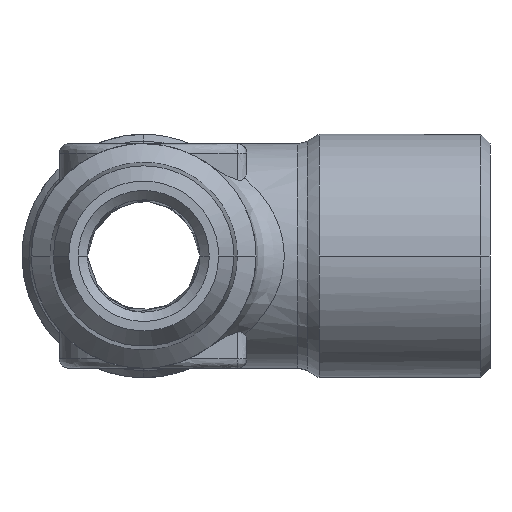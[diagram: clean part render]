
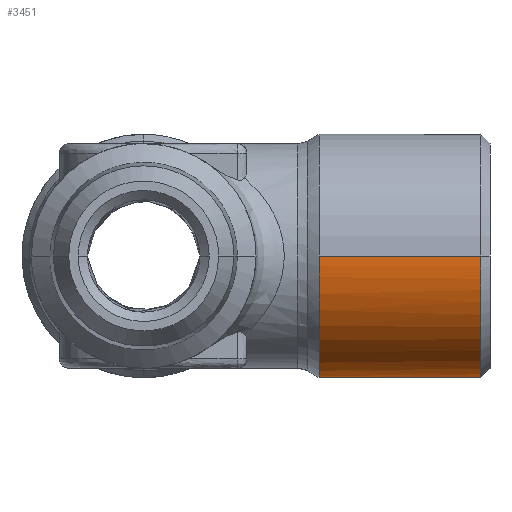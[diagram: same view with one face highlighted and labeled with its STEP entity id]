
A CAD part, left-side view. The second image highlights one B-rep face of the part: STEP entity #3451.
In plain terms, the highlighted free-form (B-spline) face has degree [1, 3] with [2, 4] control points.
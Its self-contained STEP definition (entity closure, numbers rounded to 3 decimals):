
#5 = B_SPLINE_CURVE_WITH_KNOTS ( 'NONE', 1,
 ( #1653, #1079 ),
 .UNSPECIFIED., .F., .F.,
 ( 2, 2 ),
 ( -1., 0. ),
 .UNSPECIFIED. ) ;
#31 = CARTESIAN_POINT ( 'NONE',  ( -6.5, 10.134, -13. ) ) ;
#39 = CARTESIAN_POINT ( 'NONE',  ( -3.808, 10.134, -6.5 ) ) ;
#136 =( BOUNDED_CURVE ( )  B_SPLINE_CURVE ( 3, ( #1378, #2702, #1805, #3335 ),
 .UNSPECIFIED., .F., .F. ) 
 B_SPLINE_CURVE_WITH_KNOTS ( ( 4, 4 ),
 ( -3.142, 0. ),
 .UNSPECIFIED. ) 
 CURVE ( )  GEOMETRIC_REPRESENTATION_ITEM ( )  RATIONAL_B_SPLINE_CURVE ( ( 1., 0.333, 0.333, 1. ) ) 
 REPRESENTATION_ITEM ( '' )  );
#155 = VERTEX_POINT ( 'NONE', #3909 ) ;
#462 = CARTESIAN_POINT ( 'NONE',  ( -6.5, 1.5, 0. ) ) ;
#477 = ORIENTED_EDGE ( 'NONE', *, *, #1670, .F. ) ;
#544 = EDGE_CURVE ( 'NONE', #1730, #1882, #1312, .T. ) ;
#574 = ORIENTED_EDGE ( 'NONE', *, *, #544, .F. ) ;
#846 = CARTESIAN_POINT ( 'NONE',  ( 6.5, 10.134, -3.808 ) ) ;
#1030 = CARTESIAN_POINT ( 'NONE',  ( 0., 10.134, -6.5 ) ) ;
#1079 = CARTESIAN_POINT ( 'NONE',  ( 6.5, 10.134, 0. ) ) ;
#1188 = CARTESIAN_POINT ( 'NONE',  ( 0., 10.134, -6.5 ) ) ;
#1191 = CARTESIAN_POINT ( 'NONE',  ( -6.5, 1.5, 0. ) ) ;
#1275 = CARTESIAN_POINT ( 'NONE',  ( -6.5, 1.5, 0. ) ) ;
#1312 =( BOUNDED_CURVE ( )  B_SPLINE_CURVE ( 3, ( #2546, #39, #3504, #3180 ),
 .UNSPECIFIED., .F., .F. ) 
 B_SPLINE_CURVE_WITH_KNOTS ( ( 4, 4 ),
 ( -1.571, 0. ),
 .UNSPECIFIED. ) 
 CURVE ( )  GEOMETRIC_REPRESENTATION_ITEM ( )  RATIONAL_B_SPLINE_CURVE ( ( 1., 0.805, 0.805, 1. ) ) 
 REPRESENTATION_ITEM ( '' )  );
#1378 = CARTESIAN_POINT ( 'NONE',  ( 6.5, 1.5, 0. ) ) ;
#1414 = B_SPLINE_CURVE_WITH_KNOTS ( 'NONE', 1,
 ( #2126, #1191 ),
 .UNSPECIFIED., .F., .F.,
 ( 2, 2 ),
 ( -1., 0. ),
 .UNSPECIFIED. ) ;
#1583 = ORIENTED_EDGE ( 'NONE', *, *, #2620, .F. ) ;
#1589 = CARTESIAN_POINT ( 'NONE',  ( 6.5, 1.5, 0. ) ) ;
#1603 = CARTESIAN_POINT ( 'NONE',  ( 6.5, 10.134, -13. ) ) ;
#1613 = CARTESIAN_POINT ( 'NONE',  ( -6.5, 10.134, 0. ) ) ;
#1653 = CARTESIAN_POINT ( 'NONE',  ( 6.5, 1.5, 0. ) ) ;
#1670 = EDGE_CURVE ( 'NONE', #1882, #2194, #1414, .T. ) ;
#1730 = VERTEX_POINT ( 'NONE', #1030 ) ;
#1731 =( BOUNDED_SURFACE ( )  B_SPLINE_SURFACE ( 1, 3, ( 
 ( #1613, #31, #1603, #2854 ),
 ( #1275, #3139, #1883, #1589 ) ),
 .UNSPECIFIED., .F., .F., .F. ) 
 B_SPLINE_SURFACE_WITH_KNOTS ( ( 2, 2 ),
 ( 4, 4 ),
 ( 0., 1. ),
 ( 0., 1. ),
 .UNSPECIFIED. ) 
 GEOMETRIC_REPRESENTATION_ITEM ( )  RATIONAL_B_SPLINE_SURFACE ( (
 ( 1., 0.333, 0.333, 1.),
 ( 1., 0.333, 0.333, 1.) ) ) 
 REPRESENTATION_ITEM ( '' )  SURFACE ( )  );
#1805 = CARTESIAN_POINT ( 'NONE',  ( -6.5, 1.5, -13. ) ) ;
#1882 = VERTEX_POINT ( 'NONE', #2336 ) ;
#1883 = CARTESIAN_POINT ( 'NONE',  ( 6.5, 1.5, -13. ) ) ;
#2069 = CARTESIAN_POINT ( 'NONE',  ( 6.5, 10.134, 0. ) ) ;
#2126 = CARTESIAN_POINT ( 'NONE',  ( -6.5, 10.134, 0. ) ) ;
#2166 = ORIENTED_EDGE ( 'NONE', *, *, #3695, .F. ) ;
#2180 = VERTEX_POINT ( 'NONE', #2069 ) ;
#2194 = VERTEX_POINT ( 'NONE', #462 ) ;
#2220 = EDGE_CURVE ( 'NONE', #155, #2194, #136, .T. ) ;
#2336 = CARTESIAN_POINT ( 'NONE',  ( -6.5, 10.134, 0. ) ) ;
#2438 = CARTESIAN_POINT ( 'NONE',  ( 6.5, 10.134, 0. ) ) ;
#2518 = FACE_OUTER_BOUND ( 'NONE', #2637, .T. ) ;
#2546 = CARTESIAN_POINT ( 'NONE',  ( 0., 10.134, -6.5 ) ) ;
#2620 = EDGE_CURVE ( 'NONE', #2180, #1730, #2688, .T. ) ;
#2637 = EDGE_LOOP ( 'NONE', ( #574, #1583, #2166, #2912, #477 ) ) ;
#2688 =( BOUNDED_CURVE ( )  B_SPLINE_CURVE ( 3, ( #2438, #846, #3065, #1188 ),
 .UNSPECIFIED., .F., .F. ) 
 B_SPLINE_CURVE_WITH_KNOTS ( ( 4, 4 ),
 ( -1.571, 0. ),
 .UNSPECIFIED. ) 
 CURVE ( )  GEOMETRIC_REPRESENTATION_ITEM ( )  RATIONAL_B_SPLINE_CURVE ( ( 1., 0.805, 0.805, 1. ) ) 
 REPRESENTATION_ITEM ( '' )  );
#2702 = CARTESIAN_POINT ( 'NONE',  ( 6.5, 1.5, -13. ) ) ;
#2854 = CARTESIAN_POINT ( 'NONE',  ( 6.5, 10.134, 0. ) ) ;
#2912 = ORIENTED_EDGE ( 'NONE', *, *, #2220, .T. ) ;
#3065 = CARTESIAN_POINT ( 'NONE',  ( 3.808, 10.134, -6.5 ) ) ;
#3139 = CARTESIAN_POINT ( 'NONE',  ( -6.5, 1.5, -13. ) ) ;
#3180 = CARTESIAN_POINT ( 'NONE',  ( -6.5, 10.134, 0. ) ) ;
#3335 = CARTESIAN_POINT ( 'NONE',  ( -6.5, 1.5, 0. ) ) ;
#3451 = ADVANCED_FACE ( 'NONE', ( #2518 ), #1731, .F. ) ;
#3504 = CARTESIAN_POINT ( 'NONE',  ( -6.5, 10.134, -3.808 ) ) ;
#3695 = EDGE_CURVE ( 'NONE', #155, #2180, #5, .T. ) ;
#3909 = CARTESIAN_POINT ( 'NONE',  ( 6.5, 1.5, 0. ) ) ;
